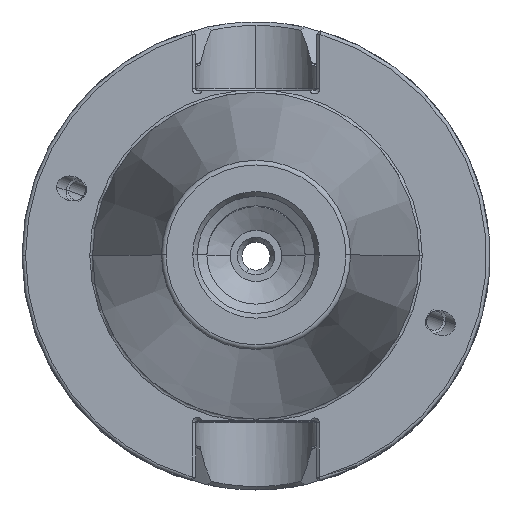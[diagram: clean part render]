
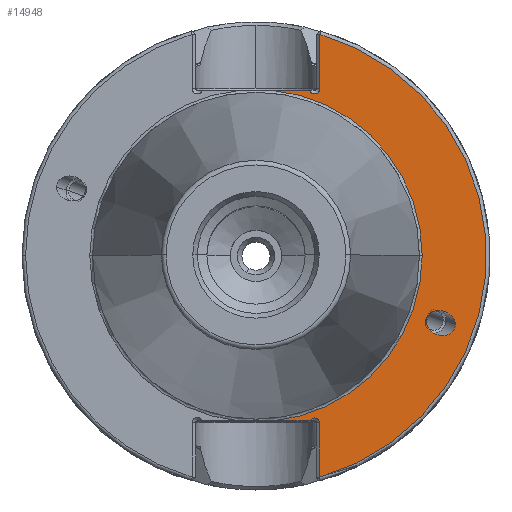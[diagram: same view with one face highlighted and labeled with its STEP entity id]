
A CAD part, top view. The second image highlights one B-rep face of the part: STEP entity #14948.
In plain terms, the highlighted planar face has unit normal (0, 0, 1).
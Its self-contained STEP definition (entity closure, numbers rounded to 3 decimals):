
#630 = CARTESIAN_POINT ( 'NONE',  ( 11.464, 35.3, -3. ) ) ;
#684 = ORIENTED_EDGE ( 'NONE', *, *, #12179, .T. ) ;
#938 = ORIENTED_EDGE ( 'NONE', *, *, #17793, .F. ) ;
#1153 = EDGE_CURVE ( 'NONE', #11550, #15565, #8768, .T. ) ;
#1290 = DIRECTION ( 'NONE',  ( 0., 0., -1. ) ) ;
#1432 = CIRCLE ( 'NONE', #15180, 35.5 ) ;
#1610 = VERTEX_POINT ( 'NONE', #3583 ) ;
#1643 = CARTESIAN_POINT ( 'NONE',  ( 36.355, -19.326, -3. ) ) ;
#1878 = VERTEX_POINT ( 'NONE', #11729 ) ;
#2039 = CARTESIAN_POINT ( 'NONE',  ( 3.763, 35.3, -3. ) ) ;
#3067 = ORIENTED_EDGE ( 'NONE', *, *, #8691, .T. ) ;
#3369 = ORIENTED_EDGE ( 'NONE', *, *, #4455, .T. ) ;
#3583 = CARTESIAN_POINT ( 'NONE',  ( 13.544, -47.338, -3. ) ) ;
#4334 = DIRECTION ( 'NONE',  ( 0., 0., -1. ) ) ;
#4455 = EDGE_CURVE ( 'NONE', #20669, #1610, #17281, .T. ) ;
#4475 = CARTESIAN_POINT ( 'NONE',  ( 12.525, 35.675, -3. ) ) ;
#4587 = CARTESIAN_POINT ( 'NONE',  ( 0., 49.987, -3. ) ) ;
#4620 = FACE_OUTER_BOUND ( 'NONE', #11040, .T. ) ;
#4815 = ORIENTED_EDGE ( 'NONE', *, *, #20673, .T. ) ;
#4934 = VECTOR ( 'NONE', #19550, 1000. ) ;
#5149 = CARTESIAN_POINT ( 'NONE',  ( 13.65, 35.675, -3. ) ) ;
#5564 = CARTESIAN_POINT ( 'NONE',  ( 13.65, 35.675, -3. ) ) ;
#5971 = VECTOR ( 'NONE', #15504, 1000. ) ;
#6018 = DIRECTION ( 'NONE',  ( 0., 0., 1. ) ) ;
#6114 = DIRECTION ( 'NONE',  ( -1., 0., 0. ) ) ;
#6184 = AXIS2_PLACEMENT_3D ( 'NONE', #9067, #20568, #10778 ) ;
#6218 = DIRECTION ( 'NONE',  ( -1., 0., 0. ) ) ;
#6240 = CARTESIAN_POINT ( 'NONE',  ( 42.579, -9.404, -3. ) ) ;
#6343 = AXIS2_PLACEMENT_3D ( 'NONE', #15961, #6018, #17589 ) ;
#6374 = ORIENTED_EDGE ( 'NONE', *, *, #1153, .T. ) ;
#6395 = CIRCLE ( 'NONE', #6343, 49.237 ) ;
#6608 = CARTESIAN_POINT ( 'NONE',  ( 35.5, 0., -3. ) ) ;
#6731 = CIRCLE ( 'NONE', #6184, 1.019 ) ;
#6766 = ORIENTED_EDGE ( 'NONE', *, *, #7382, .T. ) ;
#6777 = EDGE_CURVE ( 'NONE', #1878, #20669, #6731, .T. ) ;
#6957 = CARTESIAN_POINT ( 'NONE',  ( 13.544, 49.987, -3. ) ) ;
#7382 = EDGE_CURVE ( 'NONE', #1610, #20898, #6395, .T. ) ;
#7902 = VERTEX_POINT ( 'NONE', #2039 ) ;
#7939 = VERTEX_POINT ( 'NONE', #17085 ) ;
#7952 = EDGE_LOOP ( 'NONE', ( #21325, #6374 ) ) ;
#8011 = DIRECTION ( 'NONE',  ( -1., 0., 0. ) ) ;
#8192 = CARTESIAN_POINT ( 'NONE',  ( 42.579, -20.01, -3. ) ) ;
#8691 = EDGE_CURVE ( 'NONE', #19056, #12667, #10517, .T. ) ;
#8768 =( BOUNDED_CURVE ( )  B_SPLINE_CURVE ( 3, ( #16764, #17109, #6240, #16686 ),
 .UNSPECIFIED., .F., .F. ) 
 B_SPLINE_CURVE_WITH_KNOTS ( ( 4, 4 ),
 ( 2.852, 5.993 ),
 .UNSPECIFIED. ) 
 CURVE ( )  GEOMETRIC_REPRESENTATION_ITEM ( )  RATIONAL_B_SPLINE_CURVE ( ( 1., 0.333, 0.333, 1. ) ) 
 REPRESENTATION_ITEM ( '' )  );
#9067 = CARTESIAN_POINT ( 'NONE',  ( 12.525, -35.675, -3. ) ) ;
#9284 = CARTESIAN_POINT ( 'NONE',  ( 13.544, -35.675, -3. ) ) ;
#9576 = FACE_BOUND ( 'NONE', #7952, .T. ) ;
#9859 = CARTESIAN_POINT ( 'NONE',  ( 13.65, 47.308, -3. ) ) ;
#9880 = CARTESIAN_POINT ( 'NONE',  ( 42.579, -14.707, -3. ) ) ;
#10465 = LINE ( 'NONE', #5564, #5971 ) ;
#10517 = CIRCLE ( 'NONE', #14460, 1.125 ) ;
#10778 = DIRECTION ( 'NONE',  ( -1., 0., 0. ) ) ;
#11040 = EDGE_LOOP ( 'NONE', ( #15026, #17891, #3369, #6766, #684, #3067, #938, #4815, #17431 ) ) ;
#11205 = CARTESIAN_POINT ( 'NONE',  ( 0., 0., -3. ) ) ;
#11266 = EDGE_CURVE ( 'NONE', #13106, #7939, #1432, .T. ) ;
#11482 = LINE ( 'NONE', #17908, #4934 ) ;
#11550 = VERTEX_POINT ( 'NONE', #20063 ) ;
#11729 = CARTESIAN_POINT ( 'NONE',  ( 11.578, -35.3, -3. ) ) ;
#12179 = EDGE_CURVE ( 'NONE', #20898, #19056, #10465, .T. ) ;
#12667 = VERTEX_POINT ( 'NONE', #630 ) ;
#12826 = DIRECTION ( 'NONE',  ( -1., 0., 0. ) ) ;
#13106 = VERTEX_POINT ( 'NONE', #6608 ) ;
#13196 = CARTESIAN_POINT ( 'NONE',  ( 36.355, -14.023, -3. ) ) ;
#13597 = CARTESIAN_POINT ( 'NONE',  ( 42.579, -14.707, -3. ) ) ;
#14252 = CARTESIAN_POINT ( 'NONE',  ( 0., 0., -3. ) ) ;
#14349 = VECTOR ( 'NONE', #8011, 1000. ) ;
#14401 = AXIS2_PLACEMENT_3D ( 'NONE', #4587, #16145, #6218 ) ;
#14460 = AXIS2_PLACEMENT_3D ( 'NONE', #4475, #16047, #6114 ) ;
#14948 = ADVANCED_FACE ( 'NONE', ( #9576, #4620 ), #16086, .F. ) ;
#15026 = ORIENTED_EDGE ( 'NONE', *, *, #16897, .F. ) ;
#15180 = AXIS2_PLACEMENT_3D ( 'NONE', #11205, #1290, #12826 ) ;
#15504 = DIRECTION ( 'NONE',  ( 0., -1., 0. ) ) ;
#15565 = VERTEX_POINT ( 'NONE', #13597 ) ;
#15900 = DIRECTION ( 'NONE',  ( -1., 0., 0. ) ) ;
#15961 = CARTESIAN_POINT ( 'NONE',  ( 0., 0., -3. ) ) ;
#16047 = DIRECTION ( 'NONE',  ( 0., 0., -1. ) ) ;
#16086 = PLANE ( 'NONE',  #14401 ) ;
#16145 = DIRECTION ( 'NONE',  ( 0., 0., -1. ) ) ;
#16630 = AXIS2_PLACEMENT_3D ( 'NONE', #14252, #4334, #15900 ) ;
#16686 = CARTESIAN_POINT ( 'NONE',  ( 42.579, -14.707, -3. ) ) ;
#16764 = CARTESIAN_POINT ( 'NONE',  ( 36.355, -14.023, -3. ) ) ;
#16897 = EDGE_CURVE ( 'NONE', #1878, #7939, #18706, .T. ) ;
#16975 = CIRCLE ( 'NONE', #16630, 35.5 ) ;
#17085 = CARTESIAN_POINT ( 'NONE',  ( 3.763, -35.3, -3. ) ) ;
#17109 = CARTESIAN_POINT ( 'NONE',  ( 36.355, -8.72, -3. ) ) ;
#17281 = LINE ( 'NONE', #6957, #21125 ) ;
#17412 =( BOUNDED_CURVE ( )  B_SPLINE_CURVE ( 3, ( #9880, #8192, #1643, #13196 ),
 .UNSPECIFIED., .F., .F. ) 
 B_SPLINE_CURVE_WITH_KNOTS ( ( 4, 4 ),
 ( 5.993, 9.135 ),
 .UNSPECIFIED. ) 
 CURVE ( )  GEOMETRIC_REPRESENTATION_ITEM ( )  RATIONAL_B_SPLINE_CURVE ( ( 1., 0.333, 0.333, 1. ) ) 
 REPRESENTATION_ITEM ( '' )  );
#17431 = ORIENTED_EDGE ( 'NONE', *, *, #11266, .T. ) ;
#17589 = DIRECTION ( 'NONE',  ( -1., 0., 0. ) ) ;
#17793 = EDGE_CURVE ( 'NONE', #7902, #12667, #11482, .T. ) ;
#17886 = CARTESIAN_POINT ( 'NONE',  ( 0., -35.3, -3. ) ) ;
#17891 = ORIENTED_EDGE ( 'NONE', *, *, #6777, .T. ) ;
#17908 = CARTESIAN_POINT ( 'NONE',  ( 0., 35.3, -3. ) ) ;
#18501 = DIRECTION ( 'NONE',  ( 0., -1., 0. ) ) ;
#18706 = LINE ( 'NONE', #17886, #14349 ) ;
#19056 = VERTEX_POINT ( 'NONE', #5149 ) ;
#19396 = EDGE_CURVE ( 'NONE', #15565, #11550, #17412, .T. ) ;
#19550 = DIRECTION ( 'NONE',  ( 1., 0., 0. ) ) ;
#20063 = CARTESIAN_POINT ( 'NONE',  ( 36.355, -14.023, -3. ) ) ;
#20568 = DIRECTION ( 'NONE',  ( 0., 0., -1. ) ) ;
#20669 = VERTEX_POINT ( 'NONE', #9284 ) ;
#20673 = EDGE_CURVE ( 'NONE', #7902, #13106, #16975, .T. ) ;
#20898 = VERTEX_POINT ( 'NONE', #9859 ) ;
#21125 = VECTOR ( 'NONE', #18501, 1000. ) ;
#21325 = ORIENTED_EDGE ( 'NONE', *, *, #19396, .T. ) ;
